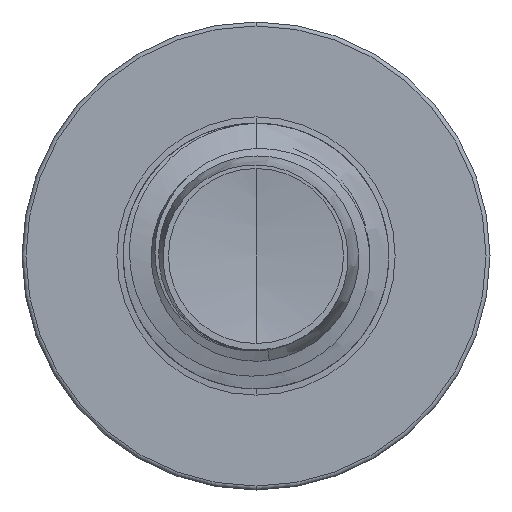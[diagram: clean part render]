
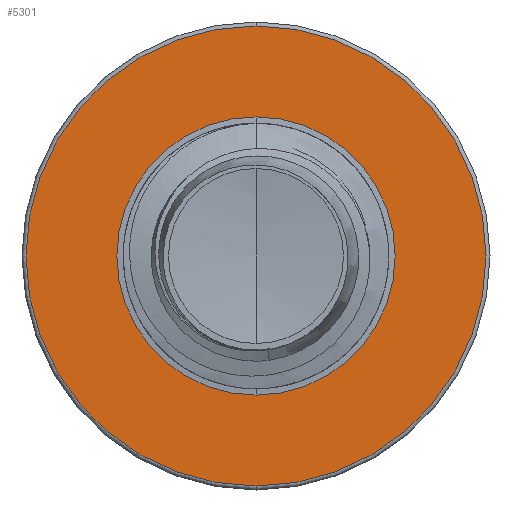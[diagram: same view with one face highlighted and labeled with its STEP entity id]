
A CAD part, front view. The second image highlights one B-rep face of the part: STEP entity #5301.
In plain terms, the highlighted planar face has unit normal (0, -1, 0).
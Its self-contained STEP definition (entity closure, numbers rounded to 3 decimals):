
#2082 = AXIS2_PLACEMENT_3D ( 'NONE', #33623, #15356, #36629 ) ;
#2558 = DIRECTION ( 'NONE',  ( 0., 1., 0. ) ) ;
#3339 = VERTEX_POINT ( 'NONE', #3656 ) ;
#3656 = CARTESIAN_POINT ( 'NONE',  ( 0., 37.5, 6.93 ) ) ;
#3967 = CARTESIAN_POINT ( 'NONE',  ( 0., 37.5, -6.93 ) ) ;
#4513 = CARTESIAN_POINT ( 'NONE',  ( 0., 37.5, 0. ) ) ;
#4598 = AXIS2_PLACEMENT_3D ( 'NONE', #21164, #2558, #24254 ) ;
#5102 = PLANE ( 'NONE',  #14393 ) ;
#5301 = ADVANCED_FACE ( 'NONE', ( #38784, #30856 ), #5102, .F. ) ;
#6245 = CIRCLE ( 'NONE', #2082, 6.93 ) ;
#6352 = VERTEX_POINT ( 'NONE', #3967 ) ;
#6612 = DIRECTION ( 'NONE',  ( 0., 1., 0. ) ) ;
#7686 = DIRECTION ( 'NONE',  ( 0., 0., 1. ) ) ;
#10083 = EDGE_CURVE ( 'NONE', #35140, #11706, #22219, .T. ) ;
#11706 = VERTEX_POINT ( 'NONE', #35081 ) ;
#13124 = AXIS2_PLACEMENT_3D ( 'NONE', #25065, #6612, #28149 ) ;
#14393 = AXIS2_PLACEMENT_3D ( 'NONE', #34887, #39664, #39891 ) ;
#15356 = DIRECTION ( 'NONE',  ( 0., 1., 0. ) ) ;
#15475 = ORIENTED_EDGE ( 'NONE', *, *, #10083, .T. ) ;
#16856 = CARTESIAN_POINT ( 'NONE',  ( 0., 37.5, 4.192 ) ) ;
#18485 = ORIENTED_EDGE ( 'NONE', *, *, #25959, .F. ) ;
#18713 = AXIS2_PLACEMENT_3D ( 'NONE', #4513, #26118, #7686 ) ;
#21164 = CARTESIAN_POINT ( 'NONE',  ( 0., 37.5, 0. ) ) ;
#21169 = CIRCLE ( 'NONE', #4598, 4.192 ) ;
#21943 = EDGE_LOOP ( 'NONE', ( #15475, #22928 ) ) ;
#22142 = CIRCLE ( 'NONE', #18713, 6.93 ) ;
#22219 = CIRCLE ( 'NONE', #13124, 4.192 ) ;
#22867 = EDGE_CURVE ( 'NONE', #3339, #6352, #22142, .T. ) ;
#22928 = ORIENTED_EDGE ( 'NONE', *, *, #23088, .T. ) ;
#23088 = EDGE_CURVE ( 'NONE', #11706, #35140, #21169, .T. ) ;
#24254 = DIRECTION ( 'NONE',  ( 0., 0., 1. ) ) ;
#25065 = CARTESIAN_POINT ( 'NONE',  ( 0., 37.5, 0. ) ) ;
#25959 = EDGE_CURVE ( 'NONE', #6352, #3339, #6245, .T. ) ;
#26118 = DIRECTION ( 'NONE',  ( 0., 1., 0. ) ) ;
#28149 = DIRECTION ( 'NONE',  ( 0., 0., 1. ) ) ;
#30856 = FACE_BOUND ( 'NONE', #21943, .T. ) ;
#31961 = ORIENTED_EDGE ( 'NONE', *, *, #22867, .F. ) ;
#33623 = CARTESIAN_POINT ( 'NONE',  ( 0., 37.5, 0. ) ) ;
#34887 = CARTESIAN_POINT ( 'NONE',  ( 0., 37.5, -4.192 ) ) ;
#35081 = CARTESIAN_POINT ( 'NONE',  ( 0., 37.5, -4.192 ) ) ;
#35140 = VERTEX_POINT ( 'NONE', #16856 ) ;
#35779 = EDGE_LOOP ( 'NONE', ( #31961, #18485 ) ) ;
#36629 = DIRECTION ( 'NONE',  ( 0., 0., 1. ) ) ;
#38784 = FACE_OUTER_BOUND ( 'NONE', #35779, .T. ) ;
#39664 = DIRECTION ( 'NONE',  ( 0., 1., 0. ) ) ;
#39891 = DIRECTION ( 'NONE',  ( 0., 0., 1. ) ) ;
